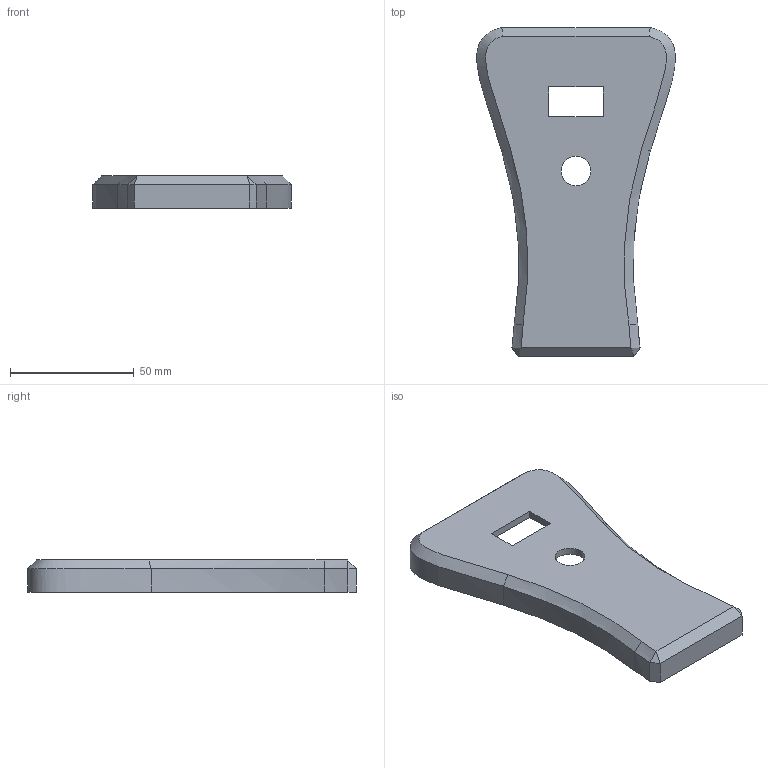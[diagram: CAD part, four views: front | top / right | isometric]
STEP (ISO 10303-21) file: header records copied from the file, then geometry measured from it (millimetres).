
FILE_DESCRIPTION(/* description */ (''),/* implementation_level */ '2;1');
FILE_NAME(/* name */ 'TOP Blue.step',/* time_stamp */ '2025-06-23T19:44:40+05:30',/* author */ (''),/* organization */ (''),/* preprocessor_version */ 'ST-DEVELOPER v20.1',/* originating_system */ 'Autodesk Translation Framework v14.10.0.0',/* authorisation */ '');
FILE_SCHEMA (('AUTOMOTIVE_DESIGN { 1 0 10303 214 3 1 1 }'));
Length unit declared in the file: millimetre
Products named in the file (1): Case Infrared
Bounding box: 80.3 x 133 x 13 mm (x, y, z)
Volume: 34700.3 mm3; surface area: 22928.8 mm2
Topology: 1 solids, 1 shells, 36 faces, 87 edges, 54 vertices
Faces by surface type: bspline 20, plane 15, cylinder 1
Full cylindrical faces by diameter (mm): 12 x1
Entity records: 1996 total; most frequent: CARTESIAN_POINT 1293, ORIENTED_EDGE 174, EDGE_CURVE 87, DIRECTION 73, VERTEX_POINT 54, B_SPLINE_CURVE_WITH_KNOTS 50, EDGE_LOOP 41, FACE_OUTER_BOUND 36
